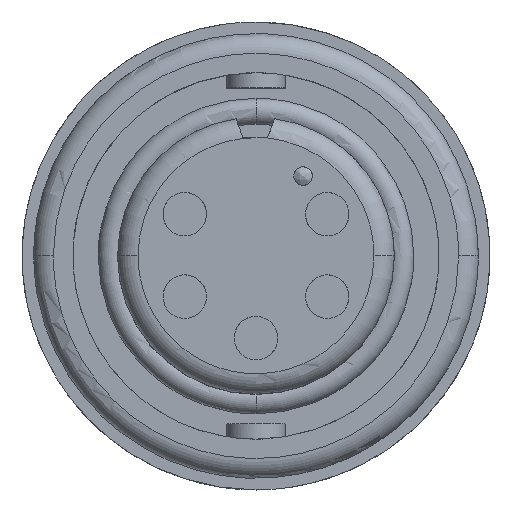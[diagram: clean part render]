
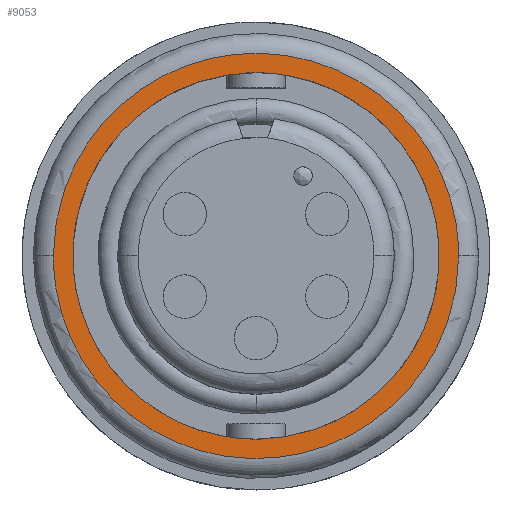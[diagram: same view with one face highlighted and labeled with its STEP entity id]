
A CAD part, top view. The second image highlights one B-rep face of the part: STEP entity #9053.
In plain terms, the highlighted planar face has unit normal (0, 0, 1).
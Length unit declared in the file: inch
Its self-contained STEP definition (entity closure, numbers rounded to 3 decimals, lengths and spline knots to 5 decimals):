
#190 = CARTESIAN_POINT ( 'NONE',  ( 0., -0.278, -0.13158 ) ) ;
#274 = CARTESIAN_POINT ( 'NONE',  ( 0.17084, 0.22231, -0.13158 ) ) ;
#525 = VERTEX_POINT ( 'NONE', #4252 ) ;
#641 = EDGE_LOOP ( 'NONE', ( #10531, #1306 ) ) ;
#722 = VERTEX_POINT ( 'NONE', #14948 ) ;
#794 = EDGE_CURVE ( 'NONE', #6197, #525, #17461, .T. ) ;
#812 = CARTESIAN_POINT ( 'NONE',  ( -0.2459, -0.18897, -0.13158 ) ) ;
#1079 = FACE_BOUND ( 'NONE', #641, .T. ) ;
#1211 = CARTESIAN_POINT ( 'NONE',  ( -0.04025, 0.3075, -0.13158 ) ) ;
#1256 = CARTESIAN_POINT ( 'NONE',  ( -0.07277, 0.27076, -0.13158 ) ) ;
#1306 = ORIENTED_EDGE ( 'NONE', *, *, #794, .F. ) ;
#1333 = CARTESIAN_POINT ( 'NONE',  ( -0.07277, -0.27076, -0.13158 ) ) ;
#1859 = CARTESIAN_POINT ( 'NONE',  ( 0.07277, -0.27076, -0.13158 ) ) ;
#1930 = CARTESIAN_POINT ( 'NONE',  ( 0.07277, 0.27076, -0.13158 ) ) ;
#2412 = CARTESIAN_POINT ( 'NONE',  ( 0.2995, -0.08049, -0.13158 ) ) ;
#2484 = CARTESIAN_POINT ( 'NONE',  ( -0.2995, -0.08049, -0.13158 ) ) ;
#2535 = CARTESIAN_POINT ( 'NONE',  ( -0.3075, 0.04025, -0.13158 ) ) ;
#2621 = B_SPLINE_CURVE_WITH_KNOTS ( 'NONE', 3,
 ( #5790, #2535, #17421, #7533, #19091, #9194, #21031, #11159, #1211, #12795, #2895, #14472, #4543, #16129, #6222, #17774, #7879, #19446 ),
 .UNSPECIFIED., .F., .F.,
 ( 4, 2, 2, 2, 2, 2, 2, 2, 4 ),
 ( 0., 0.125, 0.25, 0.375, 0.5, 0.625, 0.75, 0.875, 1. ),
 .UNSPECIFIED. ) ;
#2895 = CARTESIAN_POINT ( 'NONE',  ( 0.08049, 0.2995, -0.13158 ) ) ;
#2935 = CARTESIAN_POINT ( 'NONE',  ( -0.17084, 0.22231, -0.13158 ) ) ;
#3003 = CARTESIAN_POINT ( 'NONE',  ( 0., -0.278, -0.13158 ) ) ;
#3510 = CARTESIAN_POINT ( 'NONE',  ( 0.17084, -0.22231, -0.13158 ) ) ;
#3595 = CARTESIAN_POINT ( 'NONE',  ( 0., 0.278, -0.13158 ) ) ;
#3818 = EDGE_CURVE ( 'NONE', #10628, #722, #2621, .T. ) ;
#4070 = CARTESIAN_POINT ( 'NONE',  ( 0.2459, -0.18897, -0.13158 ) ) ;
#4154 = CARTESIAN_POINT ( 'NONE',  ( -0.3075, 0., -0.13158 ) ) ;
#4252 = CARTESIAN_POINT ( 'NONE',  ( 0., 0.278, -0.13158 ) ) ;
#4254 = EDGE_CURVE ( 'NONE', #525, #6197, #17079, .T. ) ;
#4543 = CARTESIAN_POINT ( 'NONE',  ( 0.18897, 0.2459, -0.13158 ) ) ;
#4581 = CARTESIAN_POINT ( 'NONE',  ( -0.24291, 0.14001, -0.13158 ) ) ;
#4679 = EDGE_CURVE ( 'NONE', #722, #10628, #11645, .T. ) ;
#5206 = CARTESIAN_POINT ( 'NONE',  ( 0.24291, -0.14001, -0.13158 ) ) ;
#5747 = CARTESIAN_POINT ( 'NONE',  ( 0.15486, -0.26869, -0.13158 ) ) ;
#5790 = CARTESIAN_POINT ( 'NONE',  ( -0.3075, 0., -0.13158 ) ) ;
#6197 = VERTEX_POINT ( 'NONE', #17867 ) ;
#6222 = CARTESIAN_POINT ( 'NONE',  ( 0.26869, 0.15486, -0.13158 ) ) ;
#6259 = CARTESIAN_POINT ( 'NONE',  ( -0.278, 0.03639, -0.13158 ) ) ;
#6817 = CARTESIAN_POINT ( 'NONE',  ( 0., 0., -0.13158 ) ) ;
#6848 = CARTESIAN_POINT ( 'NONE',  ( 0.278, -0.03639, -0.13158 ) ) ;
#7401 = CARTESIAN_POINT ( 'NONE',  ( 0.04025, -0.3075, -0.13158 ) ) ;
#7533 = CARTESIAN_POINT ( 'NONE',  ( -0.26869, 0.15486, -0.13158 ) ) ;
#7879 = CARTESIAN_POINT ( 'NONE',  ( 0.3075, 0.04025, -0.13158 ) ) ;
#7917 = CARTESIAN_POINT ( 'NONE',  ( -0.27076, -0.07277, -0.13158 ) ) ;
#8518 = CARTESIAN_POINT ( 'NONE',  ( 0.27076, 0.07277, -0.13158 ) ) ;
#8998 = CARTESIAN_POINT ( 'NONE',  ( 0.3075, 0., -0.13158 ) ) ;
#9053 = ADVANCED_FACE ( 'NONE', ( #1079, #9920 ), #16728, .F. ) ;
#9073 = CARTESIAN_POINT ( 'NONE',  ( -0.08049, -0.2995, -0.13158 ) ) ;
#9194 = CARTESIAN_POINT ( 'NONE',  ( -0.18897, 0.2459, -0.13158 ) ) ;
#9609 = CARTESIAN_POINT ( 'NONE',  ( -0.22231, -0.17084, -0.13158 ) ) ;
#9920 = FACE_OUTER_BOUND ( 'NONE', #18144, .T. ) ;
#10135 = CARTESIAN_POINT ( 'NONE',  ( 0.03639, -0.278, -0.13158 ) ) ;
#10170 = DIRECTION ( 'NONE',  ( 0., 1., 0. ) ) ;
#10205 = CARTESIAN_POINT ( 'NONE',  ( 0.22231, 0.17084, -0.13158 ) ) ;
#10531 = ORIENTED_EDGE ( 'NONE', *, *, #4254, .F. ) ;
#10628 = VERTEX_POINT ( 'NONE', #14218 ) ;
#10647 = CARTESIAN_POINT ( 'NONE',  ( 0., 0.278, -0.13158 ) ) ;
#10736 = ORIENTED_EDGE ( 'NONE', *, *, #4679, .F. ) ;
#10753 = CARTESIAN_POINT ( 'NONE',  ( -0.18897, -0.2459, -0.13158 ) ) ;
#11159 = CARTESIAN_POINT ( 'NONE',  ( -0.08049, 0.2995, -0.13158 ) ) ;
#11254 = CARTESIAN_POINT ( 'NONE',  ( -0.14001, -0.24291, -0.13158 ) ) ;
#11645 = B_SPLINE_CURVE_WITH_KNOTS ( 'NONE', 3,
 ( #8998, #17166, #2412, #13995, #4070, #15663, #5747, #17307, #7401, #18967, #9073, #20633, #10753, #812, #12407, #2484, #14058, #4154 ),
 .UNSPECIFIED., .F., .F.,
 ( 4, 2, 2, 2, 2, 2, 2, 2, 4 ),
 ( 0., 0.125, 0.25, 0.375, 0.5, 0.625, 0.75, 0.875, 1. ),
 .UNSPECIFIED. ) ;
#11853 = CARTESIAN_POINT ( 'NONE',  ( 0.14001, 0.24291, -0.13158 ) ) ;
#12300 = CARTESIAN_POINT ( 'NONE',  ( -0.03639, 0.278, -0.13158 ) ) ;
#12407 = CARTESIAN_POINT ( 'NONE',  ( -0.26869, -0.15486, -0.13158 ) ) ;
#12795 = CARTESIAN_POINT ( 'NONE',  ( 0.04025, 0.3075, -0.13158 ) ) ;
#12837 = CARTESIAN_POINT ( 'NONE',  ( -0.14001, 0.24291, -0.13158 ) ) ;
#12916 = CARTESIAN_POINT ( 'NONE',  ( -0.03639, -0.278, -0.13158 ) ) ;
#12945 = AXIS2_PLACEMENT_3D ( 'NONE', #6817, #20044, #10170 ) ;
#13438 = CARTESIAN_POINT ( 'NONE',  ( 0.14001, -0.24291, -0.13158 ) ) ;
#13515 = CARTESIAN_POINT ( 'NONE',  ( 0.03639, 0.278, -0.13158 ) ) ;
#13995 = CARTESIAN_POINT ( 'NONE',  ( 0.26869, -0.15486, -0.13158 ) ) ;
#14058 = CARTESIAN_POINT ( 'NONE',  ( -0.3075, -0.04025, -0.13158 ) ) ;
#14218 = CARTESIAN_POINT ( 'NONE',  ( -0.3075, 0., -0.13158 ) ) ;
#14472 = CARTESIAN_POINT ( 'NONE',  ( 0.15486, 0.26869, -0.13158 ) ) ;
#14515 = CARTESIAN_POINT ( 'NONE',  ( -0.22231, 0.17084, -0.13158 ) ) ;
#14948 = CARTESIAN_POINT ( 'NONE',  ( 0.3075, 0., -0.13158 ) ) ;
#15098 = CARTESIAN_POINT ( 'NONE',  ( 0.22231, -0.17084, -0.13158 ) ) ;
#15663 = CARTESIAN_POINT ( 'NONE',  ( 0.18897, -0.2459, -0.13158 ) ) ;
#16129 = CARTESIAN_POINT ( 'NONE',  ( 0.2459, 0.18897, -0.13158 ) ) ;
#16171 = CARTESIAN_POINT ( 'NONE',  ( -0.27076, 0.07277, -0.13158 ) ) ;
#16728 = PLANE ( 'NONE',  #12945 ) ;
#16762 = CARTESIAN_POINT ( 'NONE',  ( 0.27076, -0.07277, -0.13158 ) ) ;
#17079 = B_SPLINE_CURVE_WITH_KNOTS ( 'NONE', 3,
 ( #10647, #12300, #1256, #12837, #2935, #14515, #4581, #16171, #6259, #17820, #7917, #19485, #9609, #21139, #11254, #1333, #12916, #3003 ),
 .UNSPECIFIED., .F., .F.,
 ( 4, 2, 2, 2, 2, 2, 2, 2, 4 ),
 ( 0., 0.125, 0.25, 0.375, 0.5, 0.625, 0.75, 0.875, 1. ),
 .UNSPECIFIED. ) ;
#17166 = CARTESIAN_POINT ( 'NONE',  ( 0.3075, -0.04025, -0.13158 ) ) ;
#17307 = CARTESIAN_POINT ( 'NONE',  ( 0.08049, -0.2995, -0.13158 ) ) ;
#17421 = CARTESIAN_POINT ( 'NONE',  ( -0.2995, 0.08049, -0.13158 ) ) ;
#17461 = B_SPLINE_CURVE_WITH_KNOTS ( 'NONE', 3,
 ( #190, #10135, #1859, #13438, #3510, #15098, #5206, #16762, #6848, #18415, #8518, #20078, #10205, #274, #11853, #1930, #13515, #3595 ),
 .UNSPECIFIED., .F., .F.,
 ( 4, 2, 2, 2, 2, 2, 2, 2, 4 ),
 ( 0., 0.125, 0.25, 0.375, 0.5, 0.625, 0.75, 0.875, 1. ),
 .UNSPECIFIED. ) ;
#17774 = CARTESIAN_POINT ( 'NONE',  ( 0.2995, 0.08049, -0.13158 ) ) ;
#17820 = CARTESIAN_POINT ( 'NONE',  ( -0.278, -0.03639, -0.13158 ) ) ;
#17867 = CARTESIAN_POINT ( 'NONE',  ( 0., -0.278, -0.13158 ) ) ;
#18144 = EDGE_LOOP ( 'NONE', ( #10736, #18844 ) ) ;
#18415 = CARTESIAN_POINT ( 'NONE',  ( 0.278, 0.03639, -0.13158 ) ) ;
#18844 = ORIENTED_EDGE ( 'NONE', *, *, #3818, .F. ) ;
#18967 = CARTESIAN_POINT ( 'NONE',  ( -0.04025, -0.3075, -0.13158 ) ) ;
#19091 = CARTESIAN_POINT ( 'NONE',  ( -0.2459, 0.18897, -0.13158 ) ) ;
#19446 = CARTESIAN_POINT ( 'NONE',  ( 0.3075, 0., -0.13158 ) ) ;
#19485 = CARTESIAN_POINT ( 'NONE',  ( -0.24291, -0.14001, -0.13158 ) ) ;
#20044 = DIRECTION ( 'NONE',  ( 0., 0., -1. ) ) ;
#20078 = CARTESIAN_POINT ( 'NONE',  ( 0.24291, 0.14001, -0.13158 ) ) ;
#20633 = CARTESIAN_POINT ( 'NONE',  ( -0.15486, -0.26869, -0.13158 ) ) ;
#21031 = CARTESIAN_POINT ( 'NONE',  ( -0.15486, 0.26869, -0.13158 ) ) ;
#21139 = CARTESIAN_POINT ( 'NONE',  ( -0.17084, -0.22231, -0.13158 ) ) ;
